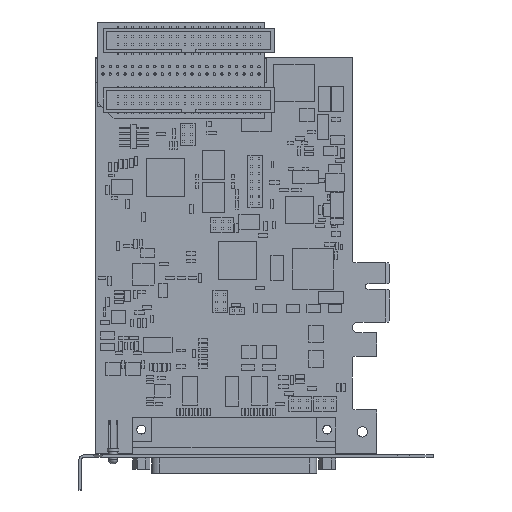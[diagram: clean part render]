
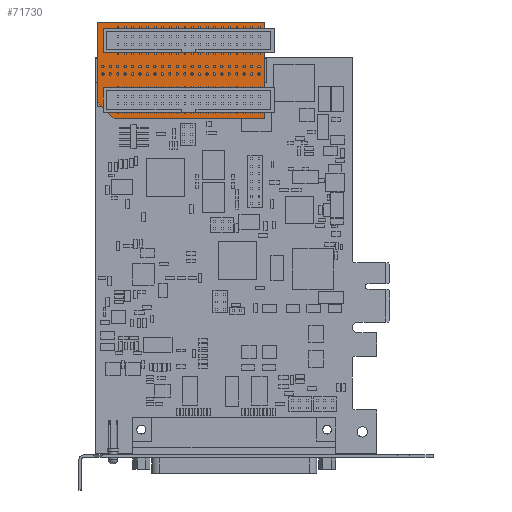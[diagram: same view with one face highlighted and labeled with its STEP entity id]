
A CAD part, top view. The second image highlights one B-rep face of the part: STEP entity #71730.
In plain terms, the highlighted planar face has unit normal (0, 0, 1).
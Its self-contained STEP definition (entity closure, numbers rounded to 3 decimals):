
#1283 = EDGE_CURVE ( 'NONE', #87111, #73526, #48511, .T. ) ;
#1366 = DIRECTION ( 'NONE',  ( 1., 0., 0. ) ) ;
#1540 = CARTESIAN_POINT ( 'NONE',  ( -1.27, 26.67, 0.8 ) ) ;
#3243 = CARTESIAN_POINT ( 'NONE',  ( 1.59, 26.67, 0.8 ) ) ;
#4548 = CARTESIAN_POINT ( 'NONE',  ( -0.95, 26.67, 0.8 ) ) ;
#5136 = CARTESIAN_POINT ( 'NONE',  ( -16.51, -28.575, 0.8 ) ) ;
#5657 = DIRECTION ( 'NONE',  ( 1., 0., 0. ) ) ;
#5897 = PLANE ( 'NONE',  #90962 ) ;
#6347 = FACE_BOUND ( 'NONE', #19988, .T. ) ;
#7384 = VERTEX_POINT ( 'NONE', #92046 ) ;
#7933 = EDGE_LOOP ( 'NONE', ( #29152, #89892 ) ) ;
#9143 = ORIENTED_EDGE ( 'NONE', *, *, #29089, .F. ) ;
#10401 = EDGE_CURVE ( 'NONE', #24876, #46422, #35867, .T. ) ;
#12484 = ORIENTED_EDGE ( 'NONE', *, *, #1283, .F. ) ;
#13173 = DIRECTION ( 'NONE',  ( 1., 0., 0. ) ) ;
#13831 = CARTESIAN_POINT ( 'NONE',  ( 16.51, -28.575, 0.8 ) ) ;
#14065 = EDGE_CURVE ( 'NONE', #88313, #82081, #21834, .T. ) ;
#15203 = DIRECTION ( 'NONE',  ( 1., 0., 0. ) ) ;
#15594 = LINE ( 'NONE', #39097, #24197 ) ;
#17036 = ORIENTED_EDGE ( 'NONE', *, *, #55464, .T. ) ;
#19988 = EDGE_LOOP ( 'NONE', ( #17036, #93042 ) ) ;
#21834 = LINE ( 'NONE', #13831, #47232 ) ;
#22094 = DIRECTION ( 'NONE',  ( 1., 0., 0. ) ) ;
#22872 = ORIENTED_EDGE ( 'NONE', *, *, #87145, .F. ) ;
#23885 = AXIS2_PLACEMENT_3D ( 'NONE', #45629, #60193, #1366 ) ;
#24079 = CARTESIAN_POINT ( 'NONE',  ( 16.51, 28.575, 0.8 ) ) ;
#24197 = VECTOR ( 'NONE', #31109, 1000. ) ;
#24876 = VERTEX_POINT ( 'NONE', #77033 ) ;
#27936 = CARTESIAN_POINT ( 'NONE',  ( -1.59, 26.67, 0.8 ) ) ;
#28089 = EDGE_CURVE ( 'NONE', #46422, #24876, #46668, .T. ) ;
#28706 = CARTESIAN_POINT ( 'NONE',  ( 1.27, 26.67, 0.8 ) ) ;
#29089 = EDGE_CURVE ( 'NONE', #73526, #88313, #45775, .T. ) ;
#29152 = ORIENTED_EDGE ( 'NONE', *, *, #10401, .T. ) ;
#30234 = DIRECTION ( 'NONE',  ( 0., -1., 0. ) ) ;
#31109 = DIRECTION ( 'NONE',  ( 0., 1., 0. ) ) ;
#35867 = CIRCLE ( 'NONE', #77926, 0.32 ) ;
#39097 = CARTESIAN_POINT ( 'NONE',  ( -16.51, -28.575, 0.8 ) ) ;
#40254 = EDGE_CURVE ( 'NONE', #82081, #7384, #15594, .T. ) ;
#41710 = DIRECTION ( 'NONE',  ( 1., 0., 0. ) ) ;
#42220 = VECTOR ( 'NONE', #30234, 1000. ) ;
#45629 = CARTESIAN_POINT ( 'NONE',  ( -1.27, 26.67, 0.8 ) ) ;
#45775 = LINE ( 'NONE', #24079, #42220 ) ;
#46422 = VERTEX_POINT ( 'NONE', #3243 ) ;
#46668 = CIRCLE ( 'NONE', #52663, 0.32 ) ;
#47031 = EDGE_CURVE ( 'NONE', #82520, #83912, #59606, .T. ) ;
#47232 = VECTOR ( 'NONE', #85418, 1000. ) ;
#48511 = LINE ( 'NONE', #77679, #84636 ) ;
#49005 = DIRECTION ( 'NONE',  ( 0., 0., -1. ) ) ;
#49252 = FACE_OUTER_BOUND ( 'NONE', #73446, .T. ) ;
#51962 = CARTESIAN_POINT ( 'NONE',  ( -10.795, 28.575, 0.8 ) ) ;
#52663 = AXIS2_PLACEMENT_3D ( 'NONE', #28706, #49005, #5657 ) ;
#54924 = FACE_BOUND ( 'NONE', #7933, .T. ) ;
#55464 = EDGE_CURVE ( 'NONE', #83912, #82520, #76518, .T. ) ;
#58515 = CARTESIAN_POINT ( 'NONE',  ( 16.51, 28.575, 0.8 ) ) ;
#58993 = DIRECTION ( 'NONE',  ( 0., 0., -1. ) ) ;
#59606 = CIRCLE ( 'NONE', #71627, 0.32 ) ;
#60193 = DIRECTION ( 'NONE',  ( 0., 0., -1. ) ) ;
#60853 = LINE ( 'NONE', #76364, #66545 ) ;
#61966 = DIRECTION ( 'NONE',  ( 0., 0., 1. ) ) ;
#65133 = ORIENTED_EDGE ( 'NONE', *, *, #40254, .F. ) ;
#66545 = VECTOR ( 'NONE', #75899, 1000. ) ;
#71627 = AXIS2_PLACEMENT_3D ( 'NONE', #1540, #58993, #15203 ) ;
#71730 = ADVANCED_FACE ( 'NONE', ( #49252, #6347, #54924 ), #5897, .T. ) ;
#73446 = EDGE_LOOP ( 'NONE', ( #84010, #9143, #12484, #22872, #65133 ) ) ;
#73526 = VERTEX_POINT ( 'NONE', #58515 ) ;
#75899 = DIRECTION ( 'NONE',  ( 0.707, 0.707, 0. ) ) ;
#76364 = CARTESIAN_POINT ( 'NONE',  ( -16.51, 22.86, 0.8 ) ) ;
#76518 = CIRCLE ( 'NONE', #23885, 0.32 ) ;
#77033 = CARTESIAN_POINT ( 'NONE',  ( 0.95, 26.67, 0.8 ) ) ;
#77679 = CARTESIAN_POINT ( 'NONE',  ( -10.795, 28.575, 0.8 ) ) ;
#77926 = AXIS2_PLACEMENT_3D ( 'NONE', #86137, #92279, #22094 ) ;
#82081 = VERTEX_POINT ( 'NONE', #5136 ) ;
#82520 = VERTEX_POINT ( 'NONE', #4548 ) ;
#83912 = VERTEX_POINT ( 'NONE', #27936 ) ;
#84010 = ORIENTED_EDGE ( 'NONE', *, *, #14065, .F. ) ;
#84636 = VECTOR ( 'NONE', #13173, 1000. ) ;
#85418 = DIRECTION ( 'NONE',  ( -1., 0., 0. ) ) ;
#86137 = CARTESIAN_POINT ( 'NONE',  ( 1.27, 26.67, 0.8 ) ) ;
#86794 = CARTESIAN_POINT ( 'NONE',  ( 16.51, -28.575, 0.8 ) ) ;
#87111 = VERTEX_POINT ( 'NONE', #51962 ) ;
#87145 = EDGE_CURVE ( 'NONE', #7384, #87111, #60853, .T. ) ;
#88313 = VERTEX_POINT ( 'NONE', #86794 ) ;
#89892 = ORIENTED_EDGE ( 'NONE', *, *, #28089, .T. ) ;
#90962 = AXIS2_PLACEMENT_3D ( 'NONE', #91160, #61966, #41710 ) ;
#91160 = CARTESIAN_POINT ( 'NONE',  ( 0.351, -0.579, 0.8 ) ) ;
#92046 = CARTESIAN_POINT ( 'NONE',  ( -16.51, 22.86, 0.8 ) ) ;
#92279 = DIRECTION ( 'NONE',  ( 0., 0., -1. ) ) ;
#93042 = ORIENTED_EDGE ( 'NONE', *, *, #47031, .T. ) ;
